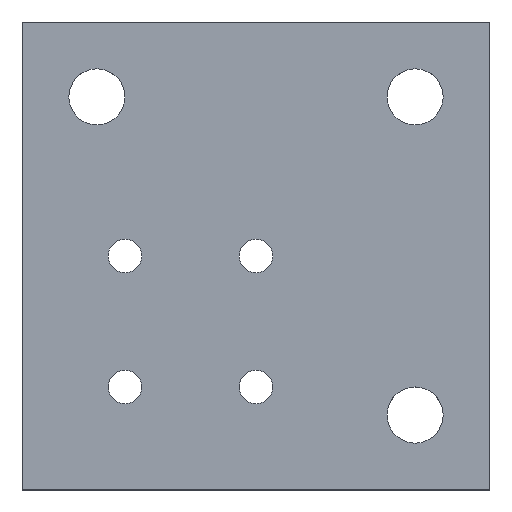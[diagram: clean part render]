
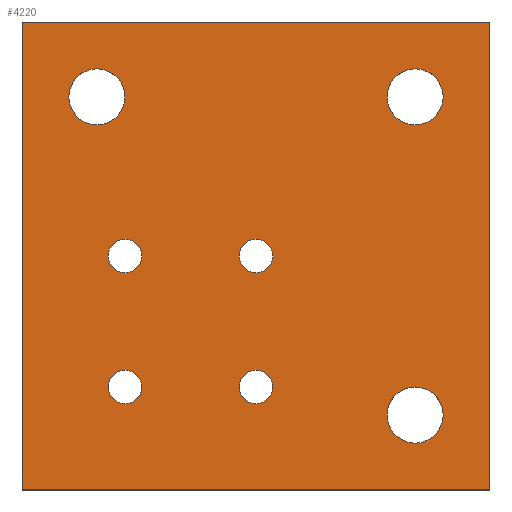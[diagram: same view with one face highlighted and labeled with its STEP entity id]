
A CAD part, top view. The second image highlights one B-rep face of the part: STEP entity #4220.
In plain terms, the highlighted planar face has unit normal (0, 0, 1).
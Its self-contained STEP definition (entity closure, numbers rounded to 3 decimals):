
#120=CARTESIAN_POINT('',(70.,-7.5,15.));
#130=VERTEX_POINT('',#120);
#160=CARTESIAN_POINT('',(77.5,-7.5,15.));
#170=DIRECTION('',(0.,0.,-1.));
#180=DIRECTION('',(1.,0.,0.));
#190=AXIS2_PLACEMENT_3D('',#160,#170,#180);
#200=CIRCLE('',#190,7.5);
#210=CARTESIAN_POINT('',(85.,-7.5,15.));
#220=VERTEX_POINT('',#210);
#230=EDGE_CURVE('',#130,#220,#200,.T.);
#940=CARTESIAN_POINT('',(97.5,97.5,15.));
#950=VERTEX_POINT('',#940);
#1120=CARTESIAN_POINT('',(97.5,-27.5,15.));
#1130=VERTEX_POINT('',#1120);
#1160=CARTESIAN_POINT('',(97.5,0.,15.));
#1170=DIRECTION('',(0.,-1.,0.));
#1180=VECTOR('',#1170,1.);
#1190=LINE('',#1160,#1180);
#1200=EDGE_CURVE('',#950,#1130,#1190,.T.);
#1360=CARTESIAN_POINT('',(39.5,35.,15.));
#1370=VERTEX_POINT('',#1360);
#1400=CARTESIAN_POINT('',(35.,35.,15.));
#1410=DIRECTION('',(0.,0.,1.));
#1420=DIRECTION('',(1.,0.,0.));
#1430=AXIS2_PLACEMENT_3D('',#1400,#1410,#1420);
#1440=CIRCLE('',#1430,4.5);
#1450=CARTESIAN_POINT('',(30.5,35.,15.));
#1460=VERTEX_POINT('',#1450);
#1470=EDGE_CURVE('',#1460,#1370,#1440,.T.);
#2200=CARTESIAN_POINT('',(-27.5,97.5,15.));
#2210=VERTEX_POINT('',#2200);
#2310=CARTESIAN_POINT('',(0.,97.5,15.));
#2320=DIRECTION('',(1.,0.,0.));
#2330=VECTOR('',#2320,1.);
#2340=LINE('',#2310,#2330);
#2350=EDGE_CURVE('',#2210,#950,#2340,.T.);
#2510=CARTESIAN_POINT('',(39.5,0.,15.));
#2520=VERTEX_POINT('',#2510);
#2550=CARTESIAN_POINT('',(35.,0.,15.));
#2560=DIRECTION('',(0.,0.,1.));
#2570=DIRECTION('',(1.,0.,0.));
#2580=AXIS2_PLACEMENT_3D('',#2550,#2560,#2570);
#2590=CIRCLE('',#2580,4.5);
#2600=CARTESIAN_POINT('',(30.5,0.,15.));
#2610=VERTEX_POINT('',#2600);
#2620=EDGE_CURVE('',#2610,#2520,#2590,.T.);
#3240=CARTESIAN_POINT('',(-27.,-27.,15.));
#3250=DIRECTION('',(0.,0.,1.));
#3260=DIRECTION('',(1.,0.,0.));
#3270=AXIS2_PLACEMENT_3D('',#3240,#3250,#3260);
#3280=PLANE('',#3270);
#3290=EDGE_CURVE('',#220,#130,#200,.T.);
#3300=ORIENTED_EDGE('',*,*,#3290,.T.);
#3310=ORIENTED_EDGE('',*,*,#230,.T.);
#3320=EDGE_LOOP('',(#3310,#3300));
#3330=FACE_BOUND('',#3320,.T.);
#3340=CARTESIAN_POINT('',(-7.5,77.5,15.));
#3350=DIRECTION('',(0.,0.,-1.));
#3360=DIRECTION('',(1.,0.,0.));
#3370=AXIS2_PLACEMENT_3D('',#3340,#3350,#3360);
#3380=CIRCLE('',#3370,7.5);
#3390=CARTESIAN_POINT('',(0.,77.5,15.));
#3400=VERTEX_POINT('',#3390);
#3410=CARTESIAN_POINT('',(-15.,77.5,15.));
#3420=VERTEX_POINT('',#3410);
#3430=EDGE_CURVE('',#3400,#3420,#3380,.T.);
#3440=ORIENTED_EDGE('',*,*,#3430,.T.);
#3450=EDGE_CURVE('',#3420,#3400,#3380,.T.);
#3460=ORIENTED_EDGE('',*,*,#3450,.T.);
#3470=EDGE_LOOP('',(#3460,#3440));
#3480=FACE_BOUND('',#3470,.T.);
#3490=EDGE_CURVE('',#1370,#1460,#1440,.T.);
#3500=ORIENTED_EDGE('',*,*,#3490,.F.);
#3510=ORIENTED_EDGE('',*,*,#1470,.F.);
#3520=EDGE_LOOP('',(#3510,#3500));
#3530=FACE_BOUND('',#3520,.T.);
#3540=EDGE_CURVE('',#2520,#2610,#2590,.T.);
#3550=ORIENTED_EDGE('',*,*,#3540,.F.);
#3560=ORIENTED_EDGE('',*,*,#2620,.F.);
#3570=EDGE_LOOP('',(#3560,#3550));
#3580=FACE_BOUND('',#3570,.T.);
#3590=CARTESIAN_POINT('',(77.5,77.5,15.));
#3600=DIRECTION('',(0.,0.,-1.));
#3610=DIRECTION('',(1.,0.,0.));
#3620=AXIS2_PLACEMENT_3D('',#3590,#3600,#3610);
#3630=CIRCLE('',#3620,7.5);
#3640=CARTESIAN_POINT('',(70.,77.5,15.));
#3650=VERTEX_POINT('',#3640);
#3660=CARTESIAN_POINT('',(85.,77.5,15.));
#3670=VERTEX_POINT('',#3660);
#3680=EDGE_CURVE('',#3650,#3670,#3630,.T.);
#3690=ORIENTED_EDGE('',*,*,#3680,.T.);
#3700=EDGE_CURVE('',#3670,#3650,#3630,.T.);
#3710=ORIENTED_EDGE('',*,*,#3700,.T.);
#3720=EDGE_LOOP('',(#3710,#3690));
#3730=FACE_BOUND('',#3720,.T.);
#3740=CARTESIAN_POINT('',(0.,0.,15.)
);
#3750=DIRECTION('',(0.,0.,1.));
#3760=DIRECTION('',(1.,0.,0.));
#3770=AXIS2_PLACEMENT_3D('',#3740,#3750,#3760);
#3780=CIRCLE('',#3770,4.5);
#3790=CARTESIAN_POINT('',(4.5,0.,15.));
#3800=VERTEX_POINT('',#3790);
#3810=CARTESIAN_POINT('',(-4.5,0.,15.));
#3820=VERTEX_POINT('',#3810);
#3830=EDGE_CURVE('',#3800,#3820,#3780,.T.);
#3840=ORIENTED_EDGE('',*,*,#3830,.F.);
#3850=EDGE_CURVE('',#3820,#3800,#3780,.T.);
#3860=ORIENTED_EDGE('',*,*,#3850,.F.);
#3870=EDGE_LOOP('',(#3860,#3840));
#3880=FACE_BOUND('',#3870,.T.);
#3890=CARTESIAN_POINT('',(0.,35.,15.));
#3900=DIRECTION('',(0.,0.,1.));
#3910=DIRECTION('',(1.,0.,0.));
#3920=AXIS2_PLACEMENT_3D('',#3890,#3900,#3910);
#3930=CIRCLE('',#3920,4.5);
#3940=CARTESIAN_POINT('',(4.5,35.,15.));
#3950=VERTEX_POINT('',#3940);
#3960=CARTESIAN_POINT('',(-4.5,35.,15.));
#3970=VERTEX_POINT('',#3960);
#3980=EDGE_CURVE('',#3950,#3970,#3930,.T.);
#3990=ORIENTED_EDGE('',*,*,#3980,.F.);
#4000=EDGE_CURVE('',#3970,#3950,#3930,.T.);
#4010=ORIENTED_EDGE('',*,*,#4000,.F.);
#4020=EDGE_LOOP('',(#4010,#3990));
#4030=FACE_BOUND('',#4020,.T.);
#4040=CARTESIAN_POINT('',(0.,-27.5,15.));
#4050=DIRECTION('',(-1.,0.,0.));
#4060=VECTOR('',#4050,1.);
#4070=LINE('',#4040,#4060);
#4080=CARTESIAN_POINT('',(-27.5,-27.5,15.));
#4090=VERTEX_POINT('',#4080);
#4100=EDGE_CURVE('',#1130,#4090,#4070,.T.);
#4110=ORIENTED_EDGE('',*,*,#4100,.F.);
#4120=CARTESIAN_POINT('',(-27.5,0.,15.));
#4130=DIRECTION('',(0.,1.,0.));
#4140=VECTOR('',#4130,1.);
#4150=LINE('',#4120,#4140);
#4160=EDGE_CURVE('',#4090,#2210,#4150,.T.);
#4170=ORIENTED_EDGE('',*,*,#4160,.F.);
#4180=ORIENTED_EDGE('',*,*,#2350,.F.);
#4190=ORIENTED_EDGE('',*,*,#1200,.F.);
#4200=EDGE_LOOP('',(#4190,#4180,#4170,#4110));
#4210=FACE_OUTER_BOUND('',#4200,.T.);
#4220=ADVANCED_FACE('',(#3330,#3480,#3530,#3580,#3730,#3880,#4030,#4210)
,#3280,.T.);
